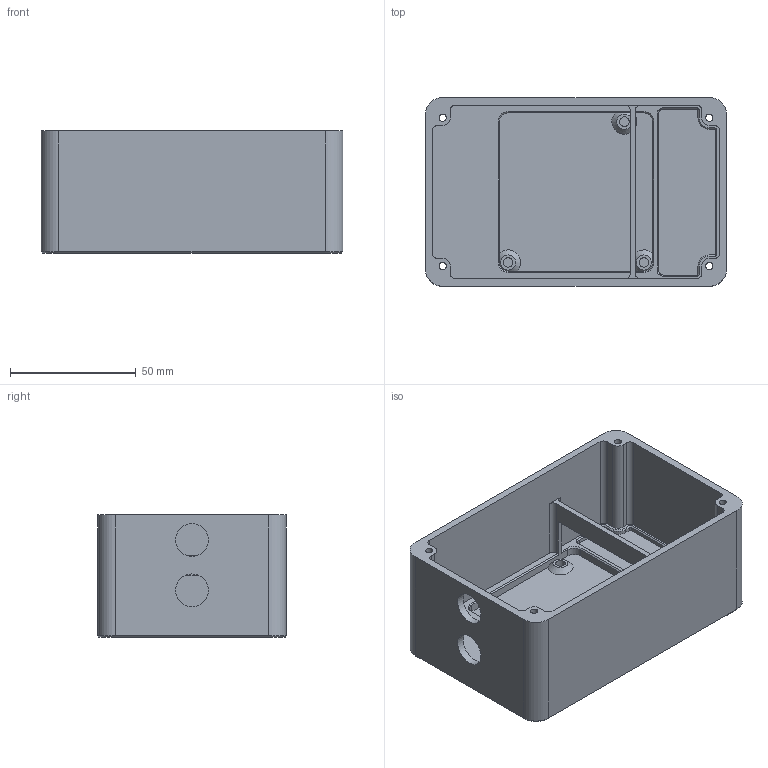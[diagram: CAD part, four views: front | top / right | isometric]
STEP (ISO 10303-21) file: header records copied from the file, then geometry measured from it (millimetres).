
FILE_DESCRIPTION( ( '' ), ' ' );
FILE_NAME( '5acbceaf97c2480fe4309fe3.step', '2018-04-09T20:36:00', ( '' ), ( '' ), ' ', ' ', ' ' );
FILE_SCHEMA( ( 'AUTOMOTIVE_DESIGN { 1 0 10303 214 1 1 1 1 }' ) );
Length unit declared in the file: metre
Products named in the file (1): Case
Bounding box: 120 x 75 x 48.6 mm (x, y, z)
Volume: 112176.9 mm3; surface area: 54627 mm2
Topology: 1 solids, 1 shells, 161 faces, 410 edges, 257 vertices
Faces by surface type: plane 101, cylinder 41, cone 19
Full cylindrical faces by diameter (mm): 2.9 x4, 3.8 x3, 13 x2
Entity records: 6073 total; most frequent: CARTESIAN_POINT 860, DIRECTION 817, ORIENTED_EDGE 788, EDGE_CURVE 394, LINE 285, VECTOR 285, AXIS2_PLACEMENT_3D 266, VERTEX_POINT 253
